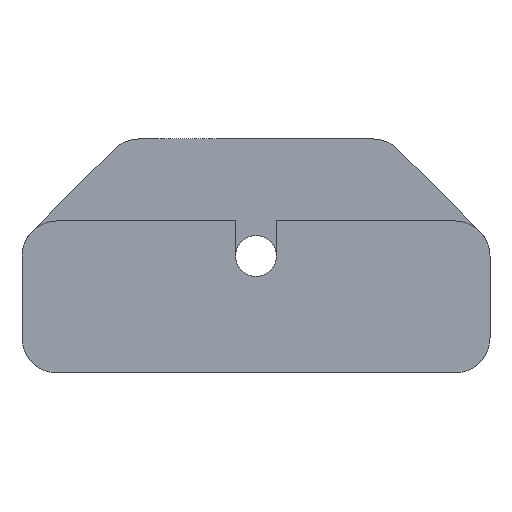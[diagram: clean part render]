
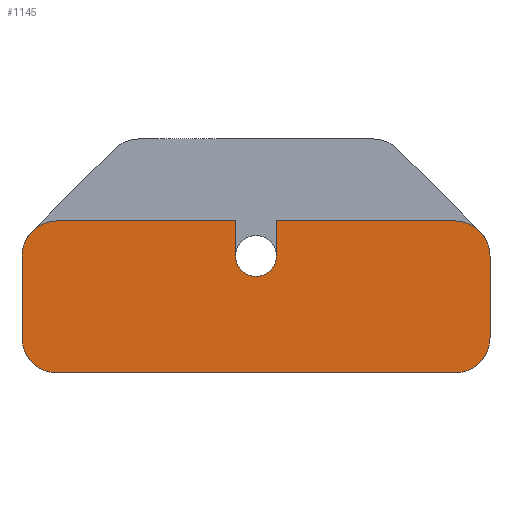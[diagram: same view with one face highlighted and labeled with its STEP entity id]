
A CAD part, front view. The second image highlights one B-rep face of the part: STEP entity #1145.
In plain terms, the highlighted face is planar.
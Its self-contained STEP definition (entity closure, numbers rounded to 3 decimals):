
#45 = AXIS2_PLACEMENT_3D ( 'NONE', #1095, #260, #1047 ) ;
#53 = CARTESIAN_POINT ( 'NONE',  ( 17., 0., 0. ) ) ;
#60 = LINE ( 'NONE', #549, #832 ) ;
#62 = CARTESIAN_POINT ( 'NONE',  ( 0., 1.75, 0. ) ) ;
#64 = VECTOR ( 'NONE', #867, 1000. ) ;
#80 = ORIENTED_EDGE ( 'NONE', *, *, #102, .F. ) ;
#102 = EDGE_CURVE ( 'NONE', #658, #919, #681, .T. ) ;
#109 = EDGE_CURVE ( 'NONE', #948, #1117, #329, .T. ) ;
#112 = ORIENTED_EDGE ( 'NONE', *, *, #898, .F. ) ;
#140 = VERTEX_POINT ( 'NONE', #842 ) ;
#149 = DIRECTION ( 'NONE',  ( 0., 0., 1. ) ) ;
#157 = CARTESIAN_POINT ( 'NONE',  ( 20., -10., 0. ) ) ;
#165 = ORIENTED_EDGE ( 'NONE', *, *, #1052, .T. ) ;
#195 = CARTESIAN_POINT ( 'NONE',  ( 20., -3., 0. ) ) ;
#199 = VECTOR ( 'NONE', #385, 1000. ) ;
#209 = AXIS2_PLACEMENT_3D ( 'NONE', #794, #1159, #335 ) ;
#215 = EDGE_CURVE ( 'NONE', #1117, #689, #686, .T. ) ;
#231 = ORIENTED_EDGE ( 'NONE', *, *, #837, .F. ) ;
#240 = VERTEX_POINT ( 'NONE', #695 ) ;
#245 = CARTESIAN_POINT ( 'NONE',  ( 1.75, 0., 0. ) ) ;
#260 = DIRECTION ( 'NONE',  ( 0., 0., 1. ) ) ;
#293 = CARTESIAN_POINT ( 'NONE',  ( -20., -10., 0. ) ) ;
#302 = EDGE_CURVE ( 'NONE', #1139, #140, #60, .T. ) ;
#307 = DIRECTION ( 'NONE',  ( 0., 0., -1. ) ) ;
#311 = AXIS2_PLACEMENT_3D ( 'NONE', #1105, #953, #675 ) ;
#329 = CIRCLE ( 'NONE', #311, 1.75 ) ;
#335 = DIRECTION ( 'NONE',  ( 0., 1., 0. ) ) ;
#345 = VERTEX_POINT ( 'NONE', #1186 ) ;
#354 = CARTESIAN_POINT ( 'NONE',  ( 0., 0., 0. ) ) ;
#360 = DIRECTION ( 'NONE',  ( 0., 0., 1. ) ) ;
#362 = DIRECTION ( 'NONE',  ( 0., 0., 1. ) ) ;
#371 = EDGE_CURVE ( 'NONE', #658, #140, #950, .T. ) ;
#374 = VECTOR ( 'NONE', #934, 1000. ) ;
#383 = LINE ( 'NONE', #757, #64 ) ;
#385 = DIRECTION ( 'NONE',  ( 0., 1., 0. ) ) ;
#398 = CIRCLE ( 'NONE', #45, 3. ) ;
#402 = ORIENTED_EDGE ( 'NONE', *, *, #302, .F. ) ;
#416 = ORIENTED_EDGE ( 'NONE', *, *, #371, .T. ) ;
#423 = EDGE_CURVE ( 'NONE', #1058, #345, #1005, .T. ) ;
#462 = CARTESIAN_POINT ( 'NONE',  ( -1.75, -3., 0. ) ) ;
#463 = LINE ( 'NONE', #1004, #931 ) ;
#483 = AXIS2_PLACEMENT_3D ( 'NONE', #354, #360, #997 ) ;
#509 = AXIS2_PLACEMENT_3D ( 'NONE', #1179, #362, #718 ) ;
#510 = VERTEX_POINT ( 'NONE', #751 ) ;
#535 = VERTEX_POINT ( 'NONE', #922 ) ;
#549 = CARTESIAN_POINT ( 'NONE',  ( 20., -3., 0. ) ) ;
#586 = VECTOR ( 'NONE', #912, 1000. ) ;
#590 = ORIENTED_EDGE ( 'NONE', *, *, #109, .T. ) ;
#597 = EDGE_LOOP ( 'NONE', ( #1055, #590, #989, #112, #231, #850, #1032, #165, #719, #964, #80, #416, #402 ) ) ;
#620 = CARTESIAN_POINT ( 'NONE',  ( 17., -3., 0. ) ) ;
#632 = VECTOR ( 'NONE', #685, 1000. ) ;
#654 = FACE_OUTER_BOUND ( 'NONE', #597, .T. ) ;
#655 = VERTEX_POINT ( 'NONE', #620 ) ;
#658 = VERTEX_POINT ( 'NONE', #1076 ) ;
#673 = LINE ( 'NONE', #943, #632 ) ;
#675 = DIRECTION ( 'NONE',  ( 0., -1., 0. ) ) ;
#681 = LINE ( 'NONE', #293, #199 ) ;
#685 = DIRECTION ( 'NONE',  ( 0., 1., 0. ) ) ;
#686 = CIRCLE ( 'NONE', #1100, 1.75 ) ;
#689 = VERTEX_POINT ( 'NONE', #245 ) ;
#695 = CARTESIAN_POINT ( 'NONE',  ( -17., 10., 0. ) ) ;
#703 = EDGE_CURVE ( 'NONE', #240, #535, #463, .T. ) ;
#718 = DIRECTION ( 'NONE',  ( 0., 1., 0. ) ) ;
#719 = ORIENTED_EDGE ( 'NONE', *, *, #703, .F. ) ;
#751 = CARTESIAN_POINT ( 'NONE',  ( 1.75, -3., 0. ) ) ;
#757 = CARTESIAN_POINT ( 'NONE',  ( -1.75, -4.189, 0. ) ) ;
#778 = EDGE_CURVE ( 'NONE', #240, #919, #398, .T. ) ;
#782 = DIRECTION ( 'NONE',  ( 0., -1., 0. ) ) ;
#794 = CARTESIAN_POINT ( 'NONE',  ( 17., 7., 0. ) ) ;
#816 = EDGE_CURVE ( 'NONE', #948, #1139, #383, .T. ) ;
#832 = VECTOR ( 'NONE', #1092, 1000. ) ;
#837 = EDGE_CURVE ( 'NONE', #655, #510, #1135, .T. ) ;
#842 = CARTESIAN_POINT ( 'NONE',  ( -17., -3., 0. ) ) ;
#850 = ORIENTED_EDGE ( 'NONE', *, *, #1150, .T. ) ;
#864 = CIRCLE ( 'NONE', #209, 3. ) ;
#867 = DIRECTION ( 'NONE',  ( 0., -1., 0. ) ) ;
#878 = CARTESIAN_POINT ( 'NONE',  ( -1.75, 0., 0. ) ) ;
#898 = EDGE_CURVE ( 'NONE', #510, #689, #673, .T. ) ;
#912 = DIRECTION ( 'NONE',  ( 0., -1., 0. ) ) ;
#919 = VERTEX_POINT ( 'NONE', #956 ) ;
#922 = CARTESIAN_POINT ( 'NONE',  ( 17., 10., 0. ) ) ;
#931 = VECTOR ( 'NONE', #1108, 1000. ) ;
#934 = DIRECTION ( 'NONE',  ( -1., 0., 0. ) ) ;
#943 = CARTESIAN_POINT ( 'NONE',  ( 1.75, 0., 0. ) ) ;
#948 = VERTEX_POINT ( 'NONE', #878 ) ;
#950 = CIRCLE ( 'NONE', #509, 3. ) ;
#953 = DIRECTION ( 'NONE',  ( 0., 0., -1. ) ) ;
#956 = CARTESIAN_POINT ( 'NONE',  ( -20., 7., 0. ) ) ;
#964 = ORIENTED_EDGE ( 'NONE', *, *, #778, .T. ) ;
#989 = ORIENTED_EDGE ( 'NONE', *, *, #215, .T. ) ;
#997 = DIRECTION ( 'NONE',  ( 0., 1., 0. ) ) ;
#1003 = PLANE ( 'NONE',  #483 ) ;
#1004 = CARTESIAN_POINT ( 'NONE',  ( 20., 10., 0. ) ) ;
#1005 = LINE ( 'NONE', #157, #586 ) ;
#1032 = ORIENTED_EDGE ( 'NONE', *, *, #423, .F. ) ;
#1047 = DIRECTION ( 'NONE',  ( 0., 1., 0. ) ) ;
#1052 = EDGE_CURVE ( 'NONE', #1058, #535, #864, .T. ) ;
#1055 = ORIENTED_EDGE ( 'NONE', *, *, #816, .F. ) ;
#1058 = VERTEX_POINT ( 'NONE', #1153 ) ;
#1076 = CARTESIAN_POINT ( 'NONE',  ( -20., 0., 0. ) ) ;
#1092 = DIRECTION ( 'NONE',  ( -1., 0., 0. ) ) ;
#1095 = CARTESIAN_POINT ( 'NONE',  ( -17., 7., 0. ) ) ;
#1100 = AXIS2_PLACEMENT_3D ( 'NONE', #1136, #307, #782 ) ;
#1105 = CARTESIAN_POINT ( 'NONE',  ( 0., 0., 0. ) ) ;
#1108 = DIRECTION ( 'NONE',  ( 1., 0., 0. ) ) ;
#1117 = VERTEX_POINT ( 'NONE', #62 ) ;
#1135 = LINE ( 'NONE', #195, #374 ) ;
#1136 = CARTESIAN_POINT ( 'NONE',  ( 0., 0., 0. ) ) ;
#1139 = VERTEX_POINT ( 'NONE', #462 ) ;
#1145 = ADVANCED_FACE ( 'NONE', ( #654 ), #1003, .T. ) ;
#1150 = EDGE_CURVE ( 'NONE', #655, #345, #1210, .T. ) ;
#1153 = CARTESIAN_POINT ( 'NONE',  ( 20., 7., 0. ) ) ;
#1159 = DIRECTION ( 'NONE',  ( 0., 0., 1. ) ) ;
#1163 = AXIS2_PLACEMENT_3D ( 'NONE', #53, #149, #1199 ) ;
#1179 = CARTESIAN_POINT ( 'NONE',  ( -17., 0., 0. ) ) ;
#1186 = CARTESIAN_POINT ( 'NONE',  ( 20., 0., 0. ) ) ;
#1199 = DIRECTION ( 'NONE',  ( 0., 1., 0. ) ) ;
#1210 = CIRCLE ( 'NONE', #1163, 3. ) ;
